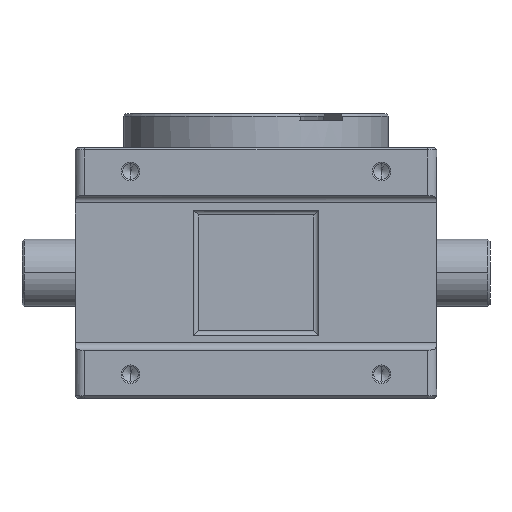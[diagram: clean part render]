
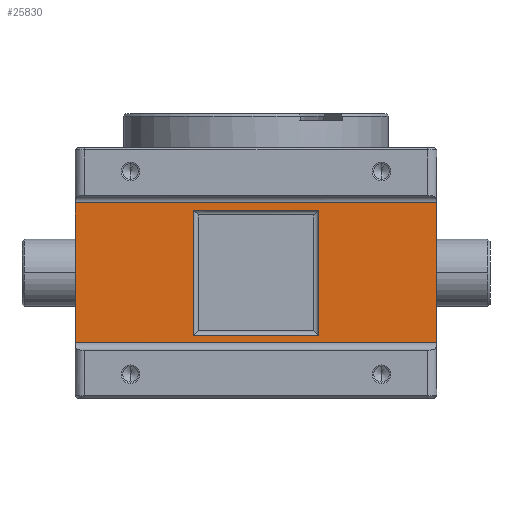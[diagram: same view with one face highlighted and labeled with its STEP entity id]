
A CAD part, front view. The second image highlights one B-rep face of the part: STEP entity #25830.
In plain terms, the highlighted planar face has unit normal (0, -1, 0).
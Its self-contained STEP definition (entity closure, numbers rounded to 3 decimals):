
#410 = LINE ( 'NONE', #16712, #12854 ) ;
#1084 = LINE ( 'NONE', #15533, #3314 ) ;
#2153 = EDGE_CURVE ( 'NONE', #8830, #27721, #2275, .T. ) ;
#2275 = LINE ( 'NONE', #6676, #10595 ) ;
#3309 = EDGE_CURVE ( 'NONE', #30447, #29896, #410, .T. ) ;
#3314 = VECTOR ( 'NONE', #27604, 1000. ) ;
#4238 = LINE ( 'NONE', #26188, #29022 ) ;
#4330 = VECTOR ( 'NONE', #17127, 1000. ) ;
#4355 = DIRECTION ( 'NONE',  ( 0., -1., 0. ) ) ;
#5476 = EDGE_CURVE ( 'NONE', #11377, #27721, #16818, .T. ) ;
#5860 = CARTESIAN_POINT ( 'NONE',  ( -13., -53.5, 13. ) ) ;
#6007 = ORIENTED_EDGE ( 'NONE', *, *, #3309, .F. ) ;
#6285 = VECTOR ( 'NONE', #8686, 1000. ) ;
#6676 = CARTESIAN_POINT ( 'NONE',  ( 37.436, -53.5, 26. ) ) ;
#7511 = CARTESIAN_POINT ( 'NONE',  ( -13., -53.5, -13. ) ) ;
#7733 = EDGE_LOOP ( 'NONE', ( #24769, #17038, #23007, #19563 ) ) ;
#7855 = EDGE_CURVE ( 'NONE', #8830, #20068, #26138, .T. ) ;
#8686 = DIRECTION ( 'NONE',  ( 1., 0., 0. ) ) ;
#8830 = VERTEX_POINT ( 'NONE', #27290 ) ;
#9885 = EDGE_CURVE ( 'NONE', #17858, #29896, #10790, .T. ) ;
#10595 = VECTOR ( 'NONE', #14282, 1000. ) ;
#10790 = LINE ( 'NONE', #24615, #4330 ) ;
#11161 = CARTESIAN_POINT ( 'NONE',  ( 0., -53.5, 14.5 ) ) ;
#11377 = VERTEX_POINT ( 'NONE', #30636 ) ;
#11992 = DIRECTION ( 'NONE',  ( 0., 0., -1. ) ) ;
#12854 = VECTOR ( 'NONE', #21193, 1000. ) ;
#13033 = VERTEX_POINT ( 'NONE', #29181 ) ;
#14282 = DIRECTION ( 'NONE',  ( 0., 0., -1. ) ) ;
#14294 = DIRECTION ( 'NONE',  ( -1., 0., 0. ) ) ;
#14970 = VECTOR ( 'NONE', #27877, 1000. ) ;
#15382 = EDGE_CURVE ( 'NONE', #11377, #20068, #1084, .T. ) ;
#15533 = CARTESIAN_POINT ( 'NONE',  ( -37.436, -53.5, 26. ) ) ;
#15938 = CARTESIAN_POINT ( 'NONE',  ( 37.436, -53.5, -14.5 ) ) ;
#16384 = CARTESIAN_POINT ( 'NONE',  ( 0., -53.5, 0. ) ) ;
#16599 = PLANE ( 'NONE',  #25227 ) ;
#16712 = CARTESIAN_POINT ( 'NONE',  ( 0., -53.5, 13. ) ) ;
#16818 = LINE ( 'NONE', #23110, #6285 ) ;
#17038 = ORIENTED_EDGE ( 'NONE', *, *, #5476, .T. ) ;
#17127 = DIRECTION ( 'NONE',  ( 0., 0., 1. ) ) ;
#17260 = ORIENTED_EDGE ( 'NONE', *, *, #20740, .T. ) ;
#17858 = VERTEX_POINT ( 'NONE', #7511 ) ;
#18421 = LINE ( 'NONE', #26354, #30379 ) ;
#19563 = ORIENTED_EDGE ( 'NONE', *, *, #7855, .T. ) ;
#19566 = EDGE_LOOP ( 'NONE', ( #17260, #29729, #6007, #22100 ) ) ;
#20068 = VERTEX_POINT ( 'NONE', #26419 ) ;
#20740 = EDGE_CURVE ( 'NONE', #13033, #17858, #18421, .T. ) ;
#21193 = DIRECTION ( 'NONE',  ( -1., 0., 0. ) ) ;
#22100 = ORIENTED_EDGE ( 'NONE', *, *, #23143, .T. ) ;
#23007 = ORIENTED_EDGE ( 'NONE', *, *, #2153, .F. ) ;
#23110 = CARTESIAN_POINT ( 'NONE',  ( 0., -53.5, -14.5 ) ) ;
#23143 = EDGE_CURVE ( 'NONE', #30447, #13033, #4238, .T. ) ;
#23205 = FACE_BOUND ( 'NONE', #19566, .T. ) ;
#24615 = CARTESIAN_POINT ( 'NONE',  ( -13., -53.5, -13. ) ) ;
#24769 = ORIENTED_EDGE ( 'NONE', *, *, #15382, .F. ) ;
#25227 = AXIS2_PLACEMENT_3D ( 'NONE', #16384, #4355, #30787 ) ;
#25830 = ADVANCED_FACE ( 'NONE', ( #30345, #23205 ), #16599, .T. ) ;
#26138 = LINE ( 'NONE', #11161, #14970 ) ;
#26188 = CARTESIAN_POINT ( 'NONE',  ( 13., -53.5, -13. ) ) ;
#26354 = CARTESIAN_POINT ( 'NONE',  ( 0., -53.5, -13. ) ) ;
#26419 = CARTESIAN_POINT ( 'NONE',  ( -37.436, -53.5, 14.5 ) ) ;
#27290 = CARTESIAN_POINT ( 'NONE',  ( 37.436, -53.5, 14.5 ) ) ;
#27604 = DIRECTION ( 'NONE',  ( 0., 0., 1. ) ) ;
#27721 = VERTEX_POINT ( 'NONE', #15938 ) ;
#27877 = DIRECTION ( 'NONE',  ( -1., 0., 0. ) ) ;
#29022 = VECTOR ( 'NONE', #11992, 1000. ) ;
#29181 = CARTESIAN_POINT ( 'NONE',  ( 13., -53.5, -13. ) ) ;
#29412 = CARTESIAN_POINT ( 'NONE',  ( 13., -53.5, 13. ) ) ;
#29729 = ORIENTED_EDGE ( 'NONE', *, *, #9885, .T. ) ;
#29896 = VERTEX_POINT ( 'NONE', #5860 ) ;
#30345 = FACE_OUTER_BOUND ( 'NONE', #7733, .T. ) ;
#30379 = VECTOR ( 'NONE', #14294, 1000. ) ;
#30447 = VERTEX_POINT ( 'NONE', #29412 ) ;
#30636 = CARTESIAN_POINT ( 'NONE',  ( -37.436, -53.5, -14.5 ) ) ;
#30787 = DIRECTION ( 'NONE',  ( 0., 0., -1. ) ) ;
